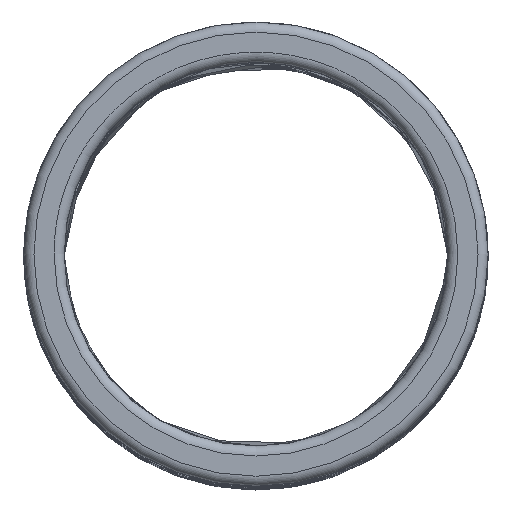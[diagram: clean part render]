
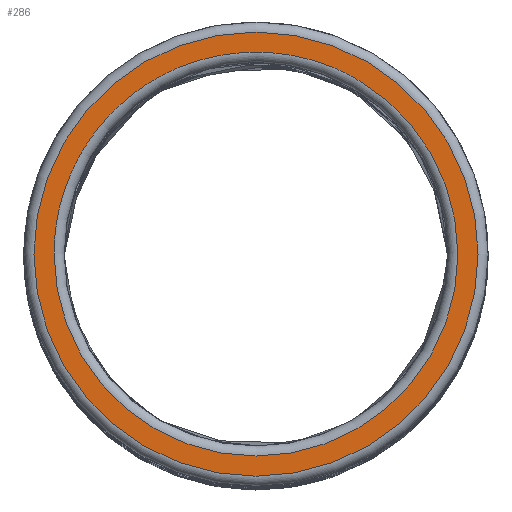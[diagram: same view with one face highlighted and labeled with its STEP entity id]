
A CAD part, top view. The second image highlights one B-rep face of the part: STEP entity #286.
In plain terms, the highlighted planar face has unit normal (0, 0, 1).
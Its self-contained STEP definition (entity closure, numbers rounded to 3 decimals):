
#286=ADVANCED_FACE('',(#17270,#17272),#17274,.T.);
#17270=FACE_BOUND('',#17271,.T.);
#17271=EDGE_LOOP('',(#19919));
#17272=FACE_BOUND('',#17273,.T.);
#17273=EDGE_LOOP('',(#19920,#19921,#19922));
#17274=PLANE('',#17275);
#17275=AXIS2_PLACEMENT_3D('',#17276,#17277,#17278);
#17276=CARTESIAN_POINT('',(0.,0.,105.));
#17277=DIRECTION('',(0.,0.,1.));
#17278=DIRECTION('',(-1.,0.,0.));
#19919=ORIENTED_EDGE('',*,*,#20541,.F.);
#19920=ORIENTED_EDGE('',*,*,#20538,.T.);
#19921=ORIENTED_EDGE('',*,*,#20540,.T.);
#19922=ORIENTED_EDGE('',*,*,#20539,.T.);
#20538=EDGE_CURVE('',#21440,#21461,#21512,.T.);
#20539=EDGE_CURVE('',#21447,#21440,#21513,.T.);
#20540=EDGE_CURVE('',#21461,#21447,#21514,.T.);
#20541=EDGE_CURVE('',#21515,#21515,#21516,.T.);
#21440=VERTEX_POINT('',#26744);
#21447=VERTEX_POINT('',#26765);
#21461=VERTEX_POINT('',#26807);
#21512=CIRCLE('',#26989,10.);
#21513=CIRCLE('',#26993,10.);
#21514=CIRCLE('',#26997,10.);
#21515=VERTEX_POINT('',#27001);
#21516=CIRCLE('',#27002,11.);
#26744=CARTESIAN_POINT('',(-10.,0.,105.));
#26765=CARTESIAN_POINT('',(5.,-8.66,105.));
#26807=CARTESIAN_POINT('',(5.,8.66,105.));
#26989=AXIS2_PLACEMENT_3D('',#26990,#26991,#26992);
#26990=CARTESIAN_POINT('',(0.,0.,105.));
#26991=DIRECTION('',(0.,0.,-1.));
#26992=DIRECTION('',(-1.,0.,0.));
#26993=AXIS2_PLACEMENT_3D('',#26994,#26995,#26996);
#26994=CARTESIAN_POINT('',(0.,0.,105.));
#26995=DIRECTION('',(0.,0.,-1.));
#26996=DIRECTION('',(0.5,-0.866,0.));
#26997=AXIS2_PLACEMENT_3D('',#26998,#26999,#27000);
#26998=CARTESIAN_POINT('',(0.,0.,105.));
#26999=DIRECTION('',(0.,0.,-1.));
#27000=DIRECTION('',(0.5,0.866,0.));
#27001=CARTESIAN_POINT('',(-11.,0.,105.));
#27002=AXIS2_PLACEMENT_3D('',#27003,#27004,#27005);
#27003=CARTESIAN_POINT('',(0.,0.,105.));
#27004=DIRECTION('',(0.,0.,-1.));
#27005=DIRECTION('',(-1.,0.,0.));
